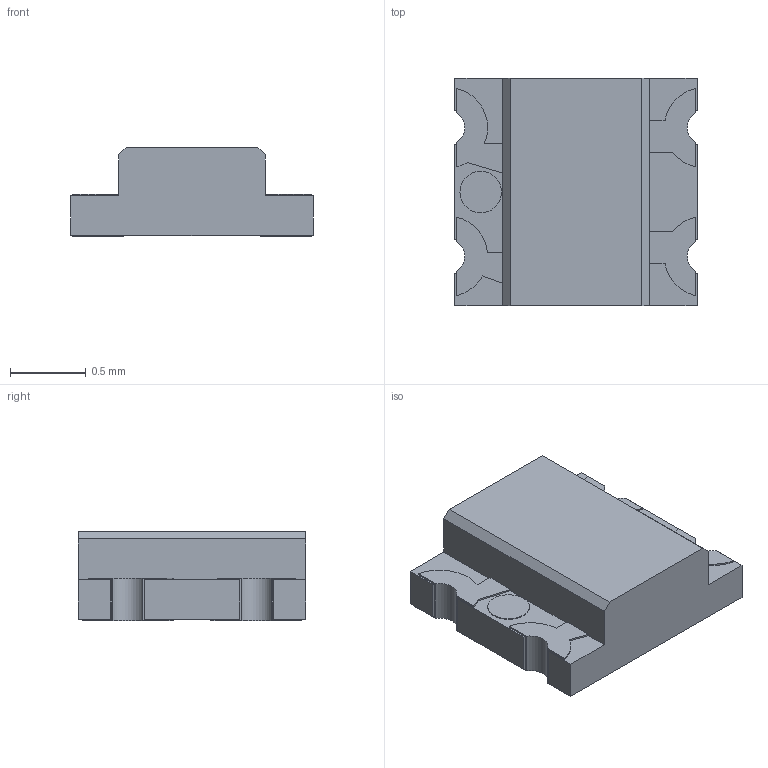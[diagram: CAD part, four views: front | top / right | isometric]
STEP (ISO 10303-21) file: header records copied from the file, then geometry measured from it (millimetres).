
FILE_DESCRIPTION (( 'STEP AP214' ), '1' );
FILE_NAME ('錨璃26.STEP', '2023-09-22T06:51:21', ( '' ), ( '' ), 'SwSTEP 2.0', 'SolidWorks 2020', '' );
FILE_SCHEMA (( 'AUTOMOTIVE_DESIGN' ));
Length unit declared in the file: millimetre
Products named in the file (1): 錨璃26
Bounding box: 1.6 x 1.5 x 0.59 mm (x, y, z)
Volume: 1.1 mm3; surface area: 8 mm2
Topology: 1 solids, 1 shells, 312 faces, 867 edges, 578 vertices
Faces by surface type: plane 189, bspline 98, cylinder 25
Entity records: 13899 total; most frequent: CARTESIAN_POINT 3064, ORIENTED_EDGE 1734, DIRECTION 1147, EDGE_CURVE 867, LINE 617, VECTOR 617, VERTEX_POINT 578, EDGE_LOOP 333
